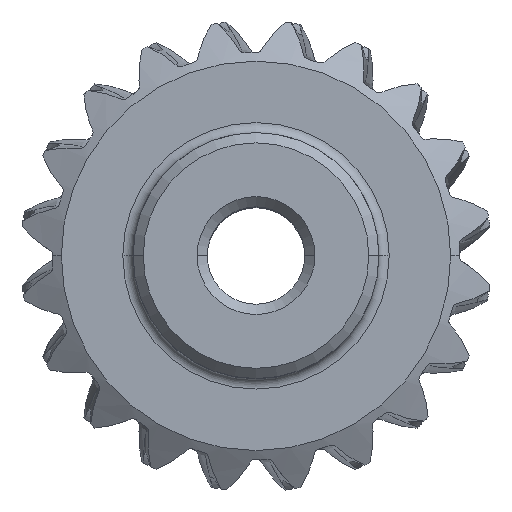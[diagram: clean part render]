
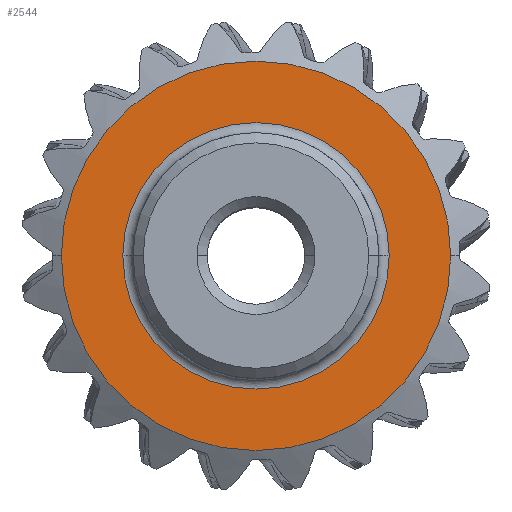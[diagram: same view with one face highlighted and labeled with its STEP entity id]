
A CAD part, top view. The second image highlights one B-rep face of the part: STEP entity #2544.
In plain terms, the highlighted planar face has unit normal (0, 0, 1).
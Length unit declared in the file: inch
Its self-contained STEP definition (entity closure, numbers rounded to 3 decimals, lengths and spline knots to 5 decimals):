
#37=PLANE('',#2823);
#42=FACE_BOUND('',#392,.T.);
#233=FACE_OUTER_BOUND('',#391,.T.);
#391=EDGE_LOOP('',(#1861,#1862));
#392=EDGE_LOOP('',(#1863,#1864));
#795=CIRCLE('',#2758,0.25591);
#809=CIRCLE('',#2780,0.37402);
#840=CIRCLE('',#2824,0.37402);
#841=CIRCLE('',#2825,0.25591);
#1010=VERTEX_POINT('',#4310);
#1011=VERTEX_POINT('',#4311);
#1030=VERTEX_POINT('',#4396);
#1031=VERTEX_POINT('',#4397);
#1296=EDGE_CURVE('',#1010,#1011,#795,.T.);
#1325=EDGE_CURVE('',#1030,#1031,#809,.T.);
#1390=EDGE_CURVE('',#1031,#1030,#840,.T.);
#1391=EDGE_CURVE('',#1011,#1010,#841,.T.);
#1861=ORIENTED_EDGE('',*,*,#1325,.F.);
#1862=ORIENTED_EDGE('',*,*,#1390,.F.);
#1863=ORIENTED_EDGE('',*,*,#1391,.T.);
#1864=ORIENTED_EDGE('',*,*,#1296,.T.);
#2544=ADVANCED_FACE('',(#233,#42),#37,.F.);
#2758=AXIS2_PLACEMENT_3D('',#4312,#3182,#3183);
#2780=AXIS2_PLACEMENT_3D('',#4398,#3240,#3241);
#2823=AXIS2_PLACEMENT_3D('',#5149,#3336,#3337);
#2824=AXIS2_PLACEMENT_3D('',#5150,#3338,#3339);
#2825=AXIS2_PLACEMENT_3D('',#5151,#3340,#3341);
#3182=DIRECTION('center_axis',(0.,0.,-1.));
#3183=DIRECTION('ref_axis',(-1.,0.,0.));
#3240=DIRECTION('center_axis',(0.,0.,-1.));
#3241=DIRECTION('ref_axis',(-1.,0.,0.));
#3336=DIRECTION('center_axis',(0.,0.,-1.));
#3337=DIRECTION('ref_axis',(-1.,0.,0.));
#3338=DIRECTION('center_axis',(0.,0.,-1.));
#3339=DIRECTION('ref_axis',(-1.,0.,0.));
#3340=DIRECTION('center_axis',(0.,0.,-1.));
#3341=DIRECTION('ref_axis',(-1.,0.,0.));
#4310=CARTESIAN_POINT('',(0.32868,0.66895,0.94953));
#4311=CARTESIAN_POINT('',(-0.18313,0.66895,0.94953));
#4312=CARTESIAN_POINT('Origin',(0.07277,0.66895,0.94953));
#4396=CARTESIAN_POINT('',(-0.30124,0.66895,0.94953));
#4397=CARTESIAN_POINT('',(0.44679,0.66895,0.94953));
#4398=CARTESIAN_POINT('Origin',(0.07277,0.66895,0.94953));
#5149=CARTESIAN_POINT('Origin',(0.07277,0.66895,0.94953));
#5150=CARTESIAN_POINT('Origin',(0.07277,0.66895,0.94953));
#5151=CARTESIAN_POINT('Origin',(0.07277,0.66895,0.94953));
